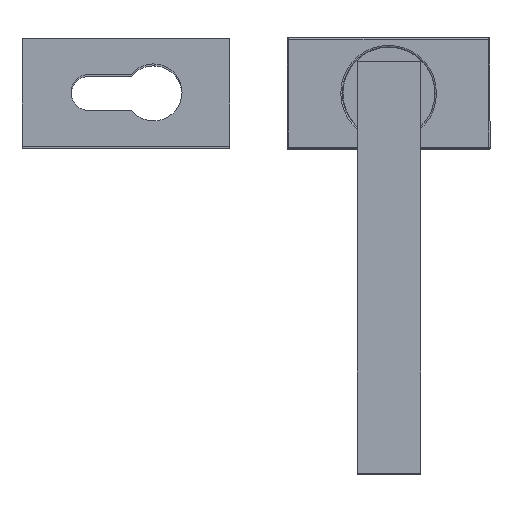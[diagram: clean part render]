
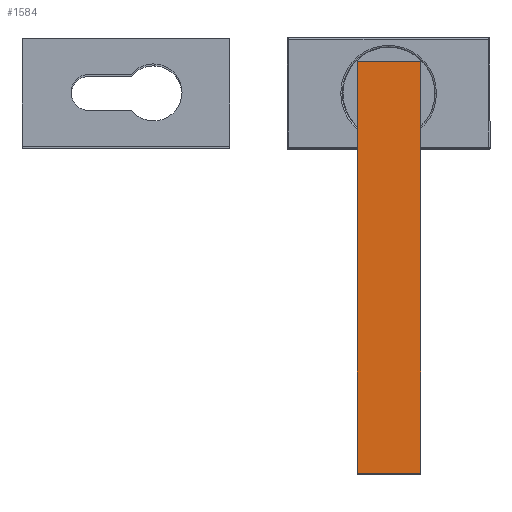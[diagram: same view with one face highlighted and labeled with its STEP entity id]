
A CAD part, top view. The second image highlights one B-rep face of the part: STEP entity #1584.
In plain terms, the highlighted face is planar.
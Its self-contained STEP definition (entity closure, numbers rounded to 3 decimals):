
#180 = ORIENTED_EDGE ( 'NONE', *, *, #1381, .T. ) ;
#473 = CARTESIAN_POINT ( 'NONE',  ( 10., -120., -51. ) ) ;
#489 = CARTESIAN_POINT ( 'NONE',  ( 10., 11.1, -51. ) ) ;
#671 = VECTOR ( 'NONE', #1764, 1000. ) ;
#837 = PLANE ( 'NONE',  #2985 ) ;
#977 = ORIENTED_EDGE ( 'NONE', *, *, #4199, .F. ) ;
#1023 = DIRECTION ( 'NONE',  ( 0., -1., 0. ) ) ;
#1165 = CARTESIAN_POINT ( 'NONE',  ( 10., -120., -51. ) ) ;
#1166 = DIRECTION ( 'NONE',  ( -1., 0., 0. ) ) ;
#1222 = CARTESIAN_POINT ( 'NONE',  ( -10., -120., -51. ) ) ;
#1229 = VERTEX_POINT ( 'NONE', #1222 ) ;
#1292 = ORIENTED_EDGE ( 'NONE', *, *, #2058, .F. ) ;
#1333 = EDGE_LOOP ( 'NONE', ( #977, #180, #2779, #1292 ) ) ;
#1381 = EDGE_CURVE ( 'NONE', #4355, #3911, #3293, .T. ) ;
#1584 = ADVANCED_FACE ( 'NONE', ( #2625 ), #837, .T. ) ;
#1764 = DIRECTION ( 'NONE',  ( 0., -1., 0. ) ) ;
#1783 = CARTESIAN_POINT ( 'NONE',  ( 10., 11.1, -51. ) ) ;
#2058 = EDGE_CURVE ( 'NONE', #3977, #1229, #3190, .T. ) ;
#2251 = DIRECTION ( 'NONE',  ( 1., 0., 0. ) ) ;
#2514 = CARTESIAN_POINT ( 'NONE',  ( -10., 11.1, -51. ) ) ;
#2617 = CARTESIAN_POINT ( 'NONE',  ( 10., 10., -51. ) ) ;
#2625 = FACE_OUTER_BOUND ( 'NONE', #1333, .T. ) ;
#2669 = DIRECTION ( 'NONE',  ( -1., 0., 0. ) ) ;
#2779 = ORIENTED_EDGE ( 'NONE', *, *, #3553, .F. ) ;
#2985 = AXIS2_PLACEMENT_3D ( 'NONE', #489, #3036, #1166 ) ;
#3036 = DIRECTION ( 'NONE',  ( 0., 0., -1. ) ) ;
#3190 = LINE ( 'NONE', #2514, #671 ) ;
#3293 = LINE ( 'NONE', #1783, #4425 ) ;
#3309 = VECTOR ( 'NONE', #2669, 1000. ) ;
#3553 = EDGE_CURVE ( 'NONE', #1229, #3911, #3721, .T. ) ;
#3721 = LINE ( 'NONE', #473, #4438 ) ;
#3911 = VERTEX_POINT ( 'NONE', #1165 ) ;
#3977 = VERTEX_POINT ( 'NONE', #4409 ) ;
#4199 = EDGE_CURVE ( 'NONE', #4355, #3977, #4569, .T. ) ;
#4355 = VERTEX_POINT ( 'NONE', #2617 ) ;
#4409 = CARTESIAN_POINT ( 'NONE',  ( -10., 10., -51. ) ) ;
#4425 = VECTOR ( 'NONE', #1023, 1000. ) ;
#4438 = VECTOR ( 'NONE', #2251, 1000. ) ;
#4479 = CARTESIAN_POINT ( 'NONE',  ( 10., 10., -51. ) ) ;
#4569 = LINE ( 'NONE', #4479, #3309 ) ;
